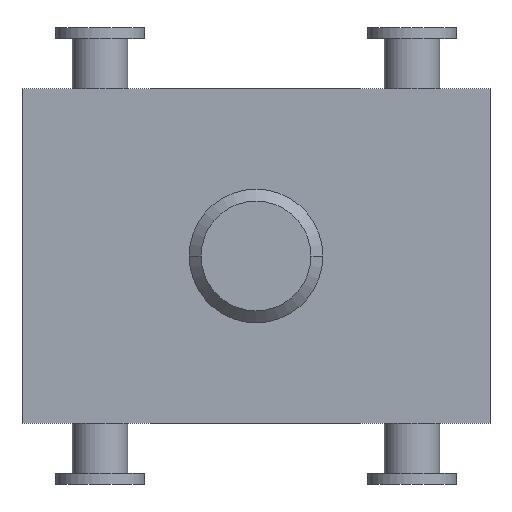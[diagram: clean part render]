
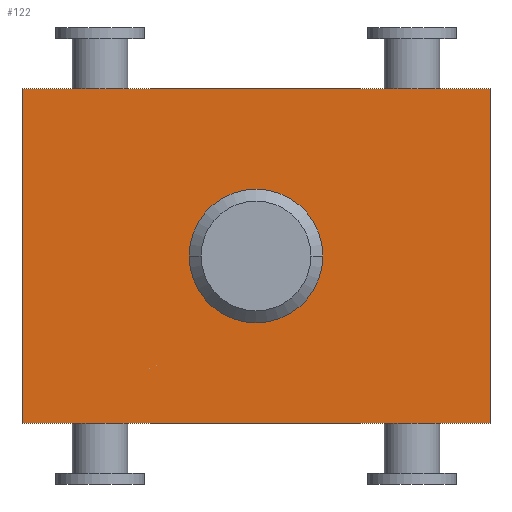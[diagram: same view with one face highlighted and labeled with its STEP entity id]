
A CAD part, front view. The second image highlights one B-rep face of the part: STEP entity #122.
In plain terms, the highlighted planar face has unit normal (0, -1, 0).
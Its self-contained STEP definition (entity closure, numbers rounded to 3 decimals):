
#122 = ADVANCED_FACE( '', ( #238, #239 ), #240, .T. );
#238 = FACE_BOUND( '', #373, .T. );
#239 = FACE_OUTER_BOUND( '', #374, .T. );
#240 = PLANE( '', #375 );
#373 = EDGE_LOOP( '', ( #748, #749 ) );
#374 = EDGE_LOOP( '', ( #750, #751, #752, #753 ) );
#375 = AXIS2_PLACEMENT_3D( '', #754, #755, #756 );
#748 = ORIENTED_EDGE( '', *, *, #908, .T. );
#749 = ORIENTED_EDGE( '', *, *, #914, .T. );
#750 = ORIENTED_EDGE( '', *, *, #977, .T. );
#751 = ORIENTED_EDGE( '', *, *, #978, .F. );
#752 = ORIENTED_EDGE( '', *, *, #979, .F. );
#753 = ORIENTED_EDGE( '', *, *, #980, .T. );
#754 = CARTESIAN_POINT( '', ( -21., 0., 15. ) );
#755 = DIRECTION( '', ( 0., -1., 0. ) );
#756 = DIRECTION( '', ( -1., 0., 0. ) );
#908 = EDGE_CURVE( '', #1083, #1087, #1089, .T. );
#914 = EDGE_CURVE( '', #1087, #1083, #1097, .T. );
#977 = EDGE_CURVE( '', #1193, #1194, #1195, .T. );
#978 = EDGE_CURVE( '', #1196, #1194, #1197, .T. );
#979 = EDGE_CURVE( '', #1198, #1196, #1199, .T. );
#980 = EDGE_CURVE( '', #1198, #1193, #1200, .T. );
#1083 = VERTEX_POINT( '', #1329 );
#1087 = VERTEX_POINT( '', #1334 );
#1089 = CIRCLE( '', #1337, 6. );
#1097 = CIRCLE( '', #1347, 6. );
#1193 = VERTEX_POINT( '', #1481 );
#1194 = VERTEX_POINT( '', #1482 );
#1195 = LINE( '', #1483, #1484 );
#1196 = VERTEX_POINT( '', #1485 );
#1197 = LINE( '', #1486, #1487 );
#1198 = VERTEX_POINT( '', #1488 );
#1199 = LINE( '', #1489, #1490 );
#1200 = LINE( '', #1491, #1492 );
#1329 = CARTESIAN_POINT( '', ( 6., 0., 0. ) );
#1334 = CARTESIAN_POINT( '', ( -6., 0., 0. ) );
#1337 = AXIS2_PLACEMENT_3D( '', #1633, #1634, #1635 );
#1347 = AXIS2_PLACEMENT_3D( '', #1647, #1648, #1649 );
#1481 = CARTESIAN_POINT( '', ( -21., 0., -15. ) );
#1482 = CARTESIAN_POINT( '', ( 21., 0., -15. ) );
#1483 = CARTESIAN_POINT( '', ( -21., 0., -15. ) );
#1484 = VECTOR( '', #1760, 1. );
#1485 = CARTESIAN_POINT( '', ( 21., 0., 15. ) );
#1486 = CARTESIAN_POINT( '', ( 21., 0., 15. ) );
#1487 = VECTOR( '', #1761, 1. );
#1488 = CARTESIAN_POINT( '', ( -21., 0., 15. ) );
#1489 = CARTESIAN_POINT( '', ( -21., 0., 15. ) );
#1490 = VECTOR( '', #1762, 1. );
#1491 = CARTESIAN_POINT( '', ( -21., 0., 15. ) );
#1492 = VECTOR( '', #1763, 1. );
#1633 = CARTESIAN_POINT( '', ( 0., 0., 0. ) );
#1634 = DIRECTION( '', ( 0., 1., 0. ) );
#1635 = DIRECTION( '', ( 1., 0., 0. ) );
#1647 = CARTESIAN_POINT( '', ( 0., 0., 0. ) );
#1648 = DIRECTION( '', ( 0., 1., 0. ) );
#1649 = DIRECTION( '', ( 1., 0., 0. ) );
#1760 = DIRECTION( '', ( 1., 0., 0. ) );
#1761 = DIRECTION( '', ( 0., 0., -1. ) );
#1762 = DIRECTION( '', ( 1., 0., 0. ) );
#1763 = DIRECTION( '', ( 0., 0., -1. ) );
